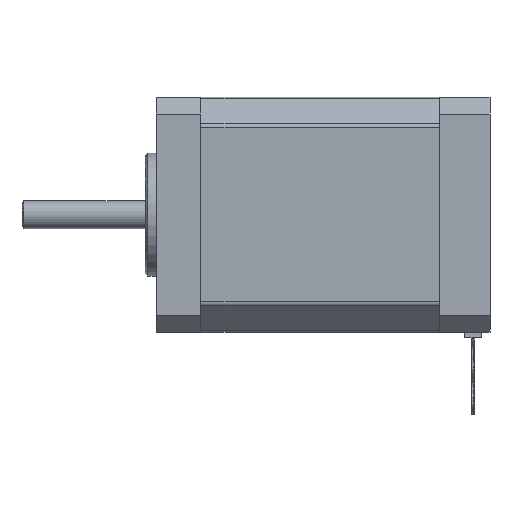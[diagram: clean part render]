
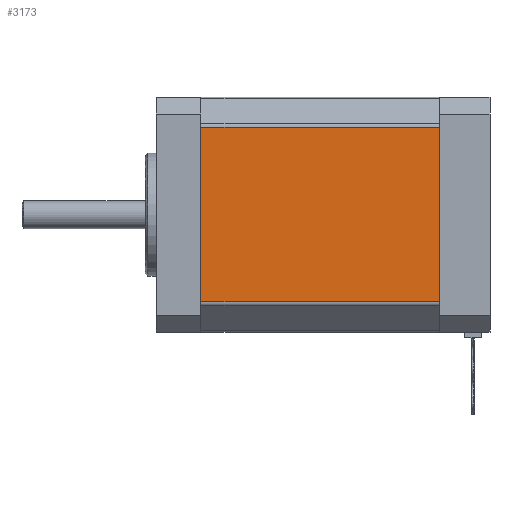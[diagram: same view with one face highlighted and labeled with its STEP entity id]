
A CAD part, front view. The second image highlights one B-rep face of the part: STEP entity #3173.
In plain terms, the highlighted planar face has unit normal (0, -1, 0).
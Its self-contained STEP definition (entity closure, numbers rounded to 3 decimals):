
#73 = PLANE ( 'NONE',  #7296 ) ;
#462 = ORIENTED_EDGE ( 'NONE', *, *, #1705, .F. ) ;
#612 = LINE ( 'NONE', #6332, #863 ) ;
#863 = VECTOR ( 'NONE', #6456, 1000. ) ;
#878 = ORIENTED_EDGE ( 'NONE', *, *, #2786, .T. ) ;
#1351 = EDGE_LOOP ( 'NONE', ( #462, #5766, #5970, #878 ) ) ;
#1501 = LINE ( 'NONE', #4078, #4378 ) ;
#1576 = CARTESIAN_POINT ( 'NONE',  ( -9., -21., 15.586 ) ) ;
#1705 = EDGE_CURVE ( 'NONE', #2922, #6003, #612, .T. ) ;
#1885 = DIRECTION ( 'NONE',  ( 0., -1., 0. ) ) ;
#1961 = EDGE_CURVE ( 'NONE', #2922, #6380, #1501, .T. ) ;
#2425 = CARTESIAN_POINT ( 'NONE',  ( -9., -21., 15.586 ) ) ;
#2786 = EDGE_CURVE ( 'NONE', #7069, #6003, #8026, .T. ) ;
#2922 = VERTEX_POINT ( 'NONE', #3689 ) ;
#3129 = DIRECTION ( 'NONE',  ( 0., 0., -1. ) ) ;
#3173 = ADVANCED_FACE ( 'NONE', ( #3855 ), #73, .T. ) ;
#3230 = VECTOR ( 'NONE', #4195, 1000. ) ;
#3285 = VECTOR ( 'NONE', #6745, 1000. ) ;
#3689 = CARTESIAN_POINT ( 'NONE',  ( -51.7, -21., -15.586 ) ) ;
#3830 = CARTESIAN_POINT ( 'NONE',  ( -9., -21., -15.586 ) ) ;
#3855 = FACE_OUTER_BOUND ( 'NONE', #1351, .T. ) ;
#4078 = CARTESIAN_POINT ( 'NONE',  ( -9., -21., -15.586 ) ) ;
#4195 = DIRECTION ( 'NONE',  ( 0., 0., -1. ) ) ;
#4378 = VECTOR ( 'NONE', #6671, 1000. ) ;
#4425 = CARTESIAN_POINT ( 'NONE',  ( -51.7, -21., 15.586 ) ) ;
#5064 = EDGE_CURVE ( 'NONE', #7069, #6380, #7454, .T. ) ;
#5530 = CARTESIAN_POINT ( 'NONE',  ( -9., -21., 21. ) ) ;
#5766 = ORIENTED_EDGE ( 'NONE', *, *, #1961, .T. ) ;
#5970 = ORIENTED_EDGE ( 'NONE', *, *, #5064, .F. ) ;
#6003 = VERTEX_POINT ( 'NONE', #4425 ) ;
#6332 = CARTESIAN_POINT ( 'NONE',  ( -51.7, -21., 21. ) ) ;
#6380 = VERTEX_POINT ( 'NONE', #3830 ) ;
#6456 = DIRECTION ( 'NONE',  ( 0., 0., 1. ) ) ;
#6671 = DIRECTION ( 'NONE',  ( 1., 0., 0. ) ) ;
#6745 = DIRECTION ( 'NONE',  ( -1., 0., 0. ) ) ;
#7069 = VERTEX_POINT ( 'NONE', #2425 ) ;
#7296 = AXIS2_PLACEMENT_3D ( 'NONE', #7711, #1885, #3129 ) ;
#7454 = LINE ( 'NONE', #5530, #3230 ) ;
#7711 = CARTESIAN_POINT ( 'NONE',  ( -9., -21., 21. ) ) ;
#8026 = LINE ( 'NONE', #1576, #3285 ) ;
